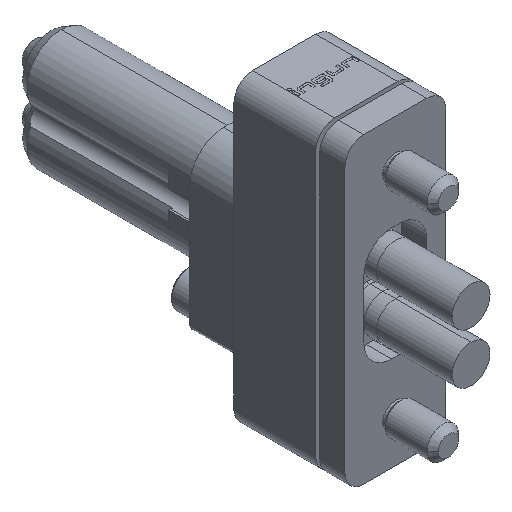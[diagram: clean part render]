
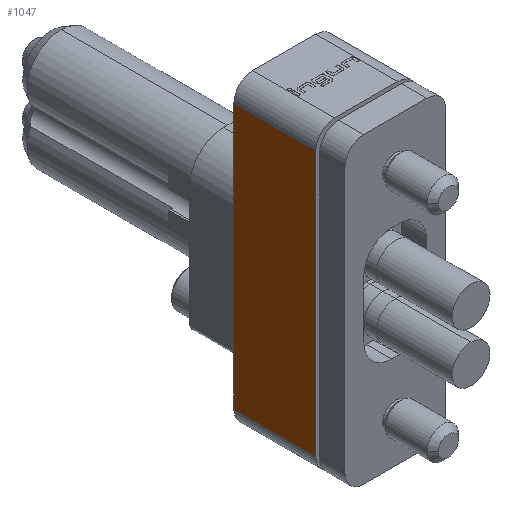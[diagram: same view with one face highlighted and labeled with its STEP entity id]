
A CAD part, isometric view. The second image highlights one B-rep face of the part: STEP entity #1047.
In plain terms, the highlighted planar face has unit normal (-1, 0, 0).
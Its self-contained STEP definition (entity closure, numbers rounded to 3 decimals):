
#369 = DIRECTION ( 'NONE',  ( 0., -1., 0. ) ) ;
#456 = VERTEX_POINT ( 'NONE', #17596 ) ;
#929 = LINE ( 'NONE', #27025, #17797 ) ;
#1047 = ADVANCED_FACE ( 'Defeature ausgef�hrt5_291', ( #26458 ), #20116, .F. ) ;
#1373 = VERTEX_POINT ( 'NONE', #13902 ) ;
#1921 = EDGE_CURVE ( 'Defeature ausgef�hrt5_291+Defeature ausgef�hrt5_286+Defeature ausgef�hrt5_289+Defeature ausgef�hrt5_282', #456, #10901, #12985, .T. ) ;
#2644 = VERTEX_POINT ( 'NONE', #9710 ) ;
#2783 = CARTESIAN_POINT ( 'NONE',  ( -4., 6.5, 12. ) ) ;
#4126 = CARTESIAN_POINT ( 'NONE',  ( -4., 6.5, -6.45 ) ) ;
#6721 = DIRECTION ( 'NONE',  ( 1., 0., 0. ) ) ;
#6760 = EDGE_CURVE ( 'Defeature ausgef�hrt5_291+Defeature ausgef�hrt5_282+Defeature ausgef�hrt5_286+Defeature ausgef�hrt5_285', #10901, #17652, #13926, .T. ) ;
#8089 = LINE ( 'NONE', #27401, #16879 ) ;
#8238 = CARTESIAN_POINT ( 'NONE',  ( -4., 6.5, 12. ) ) ;
#9438 = VECTOR ( 'NONE', #14995, 1000. ) ;
#9710 = CARTESIAN_POINT ( 'NONE',  ( -4., 6.5, 10.5 ) ) ;
#10538 = ORIENTED_EDGE ( 'NONE', *, *, #14303, .T. ) ;
#10901 = VERTEX_POINT ( 'NONE', #26075 ) ;
#11813 = VECTOR ( 'NONE', #14725, 1000. ) ;
#12985 = LINE ( 'NONE', #19746, #9438 ) ;
#13631 = CARTESIAN_POINT ( 'NONE',  ( -4., 0., 12. ) ) ;
#13902 = CARTESIAN_POINT ( 'NONE',  ( -4., 6.5, 3.05 ) ) ;
#13926 = LINE ( 'NONE', #13631, #28442 ) ;
#14303 = EDGE_CURVE ( 'Defeature ausgef�hrt5_291+Defeature ausgef�hrt5_285+Defeature ausgef�hrt5_282+Defeature ausgef�hrt5_290', #17652, #2644, #929, .T. ) ;
#14725 = DIRECTION ( 'NONE',  ( 0., 0., 1. ) ) ;
#14797 = EDGE_CURVE ( 'Defeature ausgef�hrt5_289+Defeature ausgef�hrt5_291+Defeature ausgef�hrt5_286+Defeature ausgef�hrt5_172', #456, #27268, #18352, .T. ) ;
#14995 = DIRECTION ( 'NONE',  ( 0., -1., 0. ) ) ;
#15065 = VECTOR ( 'NONE', #22812, 1000. ) ;
#15075 = ORIENTED_EDGE ( 'NONE', *, *, #14797, .F. ) ;
#16353 = DIRECTION ( 'NONE',  ( 0., 1., 0. ) ) ;
#16864 = ORIENTED_EDGE ( 'NONE', *, *, #25676, .F. ) ;
#16879 = VECTOR ( 'NONE', #19171, 1000. ) ;
#17318 = CARTESIAN_POINT ( 'NONE',  ( -4., 0., 10.5 ) ) ;
#17596 = CARTESIAN_POINT ( 'NONE',  ( -4., 6.5, -10.5 ) ) ;
#17652 = VERTEX_POINT ( 'NONE', #17318 ) ;
#17797 = VECTOR ( 'NONE', #16353, 1000. ) ;
#18237 = DIRECTION ( 'NONE',  ( 0., 0., 1. ) ) ;
#18352 = LINE ( 'NONE', #2783, #15065 ) ;
#19171 = DIRECTION ( 'NONE',  ( 0., 0., -1. ) ) ;
#19746 = CARTESIAN_POINT ( 'NONE',  ( -4., 6.5, -10.5 ) ) ;
#20091 = ORIENTED_EDGE ( 'NONE', *, *, #1921, .T. ) ;
#20116 = PLANE ( 'NONE',  #21378 ) ;
#20331 = ORIENTED_EDGE ( 'NONE', *, *, #6760, .T. ) ;
#21378 = AXIS2_PLACEMENT_3D ( 'NONE', #24719, #6721, #369 ) ;
#22483 = EDGE_LOOP ( 'NONE', ( #20331, #10538, #16864, #25300, #15075, #20091 ) ) ;
#22812 = DIRECTION ( 'NONE',  ( 0., 0., 1. ) ) ;
#24719 = CARTESIAN_POINT ( 'NONE',  ( -4., 6.5, 12. ) ) ;
#25300 = ORIENTED_EDGE ( 'NONE', *, *, #25578, .T. ) ;
#25578 = EDGE_CURVE ( 'Defeature ausgef�hrt5_291+Defeature ausgef�hrt5_162+Defeature ausgef�hrt5_290+Defeature ausgef�hrt5_289', #1373, #27268, #8089, .T. ) ;
#25658 = LINE ( 'NONE', #8238, #11813 ) ;
#25676 = EDGE_CURVE ( 'Defeature ausgef�hrt5_290+Defeature ausgef�hrt5_291+Defeature ausgef�hrt5_167+Defeature ausgef�hrt5_285', #1373, #2644, #25658, .T. ) ;
#26075 = CARTESIAN_POINT ( 'NONE',  ( -4., 0., -10.5 ) ) ;
#26458 = FACE_OUTER_BOUND ( 'NONE', #22483, .T. ) ;
#27025 = CARTESIAN_POINT ( 'NONE',  ( -4., 6.5, 10.5 ) ) ;
#27268 = VERTEX_POINT ( 'NONE', #4126 ) ;
#27401 = CARTESIAN_POINT ( 'NONE',  ( -4., 6.5, 0. ) ) ;
#28442 = VECTOR ( 'NONE', #18237, 1000. ) ;
